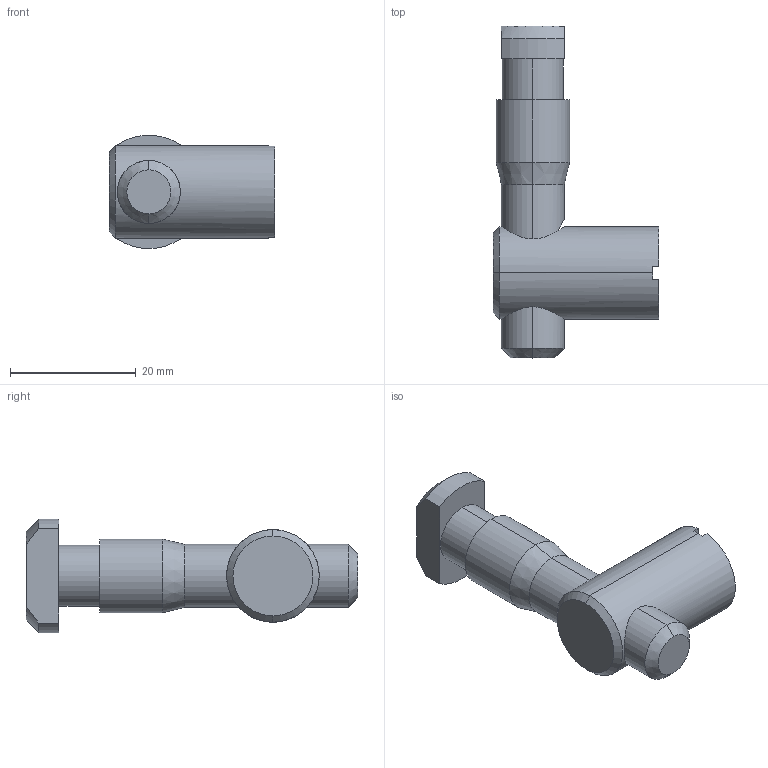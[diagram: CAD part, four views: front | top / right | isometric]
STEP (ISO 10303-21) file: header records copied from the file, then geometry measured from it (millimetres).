
FILE_DESCRIPTION (( 'STEP AP214' ), '1' );
FILE_NAME ('SNSD.30.50.11 Óãëîâîé ñîåäèíèòåëü 90 ãðàäóñîâ, ïàç 10(B32).STEP', '2014-11-17T09:07:59', ( 'XTreme.ws' ), ( 'XTreme.ws' ), 'SwSTEP 2.0', 'SolidWorks 2014', '' );
FILE_SCHEMA (( 'AUTOMOTIVE_DESIGN' ));
Length unit declared in the file: millimetre
Products named in the file (4): SNSD.30.50.11  Óãëîâîé ñîåäèíèòåëü 90 ãðàäóñîâ, ïàç 10(B32); SNSD.30.50.42 鎔艜_00; SNSD.30.50.41 栺魛鳧_00; SNSD.30.50.40 眈錼鐻00
Assembly tree (3 placements, depth 2):
  SNSD.30.50.11  Óãëîâîé ñîåäèíèòåëü 90 ãðàäóñîâ, ïàç 10(B32)
    SNSD.30.50.40 眈錼鐻00
    SNSD.30.50.41 栺魛鳧_00
    SNSD.30.50.42 鎔艜_00
Bounding box: 26.3 x 52.7 x 17.97 mm (x, y, z)
Volume: 7928.5 mm3; surface area: 4946.7 mm2
Topology: 3 solids, 3 shells, 71 faces, 165 edges, 104 vertices
Faces by surface type: plane 30, cylinder 21, cone 18, torus 2
Entity records: 2515 total; most frequent: CARTESIAN_POINT 689, DIRECTION 357, ORIENTED_EDGE 330, EDGE_CURVE 165, AXIS2_PLACEMENT_3D 142, VERTEX_POINT 104, EDGE_LOOP 79, LINE 73
